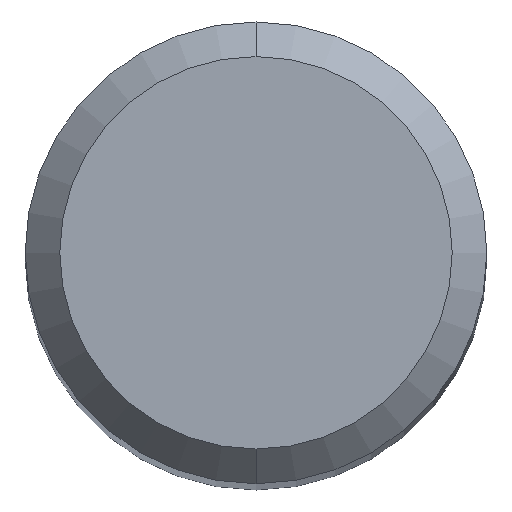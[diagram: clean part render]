
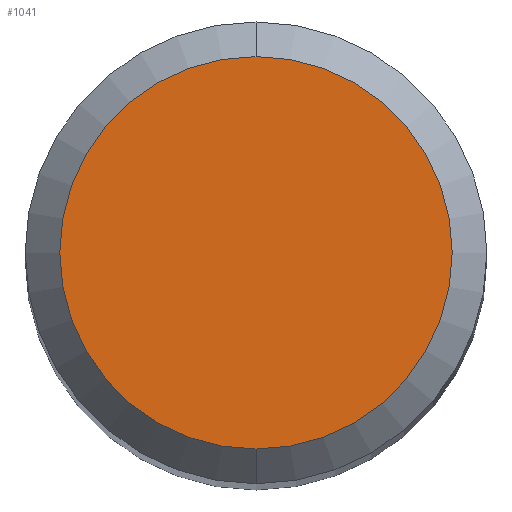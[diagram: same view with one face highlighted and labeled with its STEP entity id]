
A CAD part, top view. The second image highlights one B-rep face of the part: STEP entity #1041.
In plain terms, the highlighted planar face has unit normal (0, 0, 1).
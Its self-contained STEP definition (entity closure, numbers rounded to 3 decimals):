
#461=EDGE_CURVE('',#1121,#799,#1267,.T.);
#673=EDGE_CURVE('',#799,#1121,#1501,.T.);
#799=VERTEX_POINT('',#1638);
#1041=ADVANCED_FACE('',(#1902),#1903,.T.);
#1121=VERTEX_POINT('',#1990);
#1267=CIRCLE('',#2261,1.7);
#1501=CIRCLE('',#3121,1.7);
#1638=CARTESIAN_POINT('',(0.0,1.7,0.0));
#1902=FACE_OUTER_BOUND('',#4842,.T.);
#1903=PLANE('',#4843);
#1990=CARTESIAN_POINT('',(0.,-1.7,0.0));
#2261=AXIS2_PLACEMENT_3D('',#5395,#5396,#5397);
#3121=AXIS2_PLACEMENT_3D('',#5694,#5695,#5696);
#4842=EDGE_LOOP('',(#6112,#6113));
#4843=AXIS2_PLACEMENT_3D('',#6114,#6115,#6116);
#5395=CARTESIAN_POINT('',(0.0,0.0,0.0));
#5396=DIRECTION('',(0.0,0.0,-1.0));
#5397=DIRECTION('',(0.0,1.0,0.0));
#5694=CARTESIAN_POINT('',(0.0,0.0,0.0));
#5695=DIRECTION('',(0.0,0.0,-1.0));
#5696=DIRECTION('',(0.0,1.0,0.0));
#6112=ORIENTED_EDGE('',*,*,#673,.F.);
#6113=ORIENTED_EDGE('',*,*,#461,.F.);
#6114=CARTESIAN_POINT('',(0.0,0.85,0.0));
#6115=DIRECTION('',(-0.0,0.0,1.0));
#6116=DIRECTION('',(0.0,-1.0,0.0));
